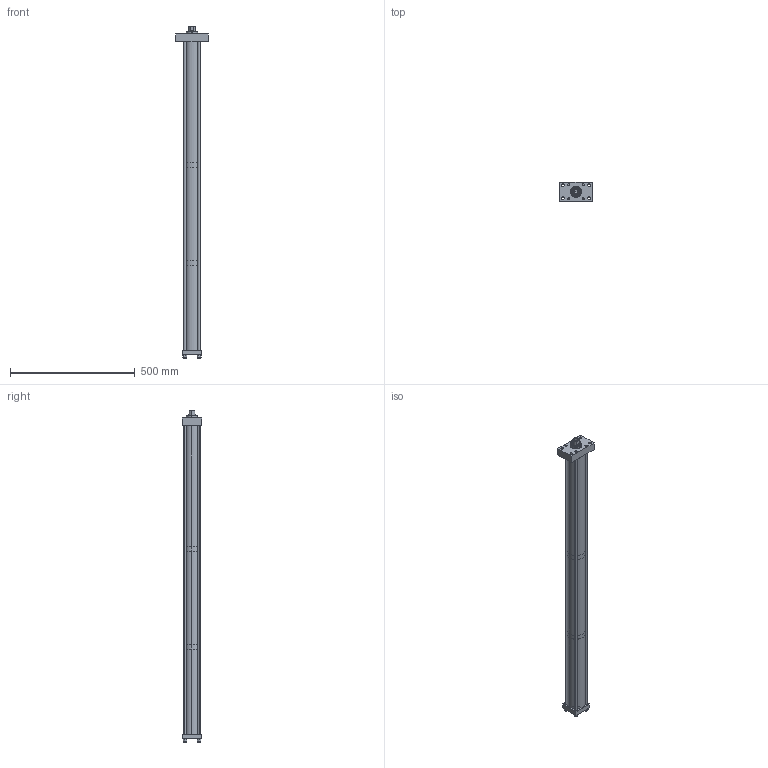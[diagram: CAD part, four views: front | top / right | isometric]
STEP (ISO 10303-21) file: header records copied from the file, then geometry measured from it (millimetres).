
FILE_DESCRIPTION (( 'STEP AP203' ), '1' );
FILE_NAME ('HPI-2-8.00-1.00-FH-2020.STEP', '2020-04-17T15:18:03', ( '' ), ( '' ), 'SwSTEP 2.0', 'SolidWorks 2018', '' );
FILE_SCHEMA (( 'CONFIG_CONTROL_DESIGN' ));
Length unit declared in the file: inch
Products named in the file (13): HPI-2-8.00-1.00-FH.STEP; E0204.STEP; E0218_8.0-1.0.STEP; NLN .375.STEP; EI0205_8.0-.50.STEP; E0264.STEP; Ei0214_1.0.STEP; HPI-2-8.00-1.00-FH-2020; E0101.STEP; F0103.STEP; G0210.STEP; E0211_8.0.STEP; E0213.STEP
Assembly tree (18 placements, depth 3):
  HPI-2-8.00-1.00-FH-2020
    HPI-2-8.00-1.00-FH.STEP
      G0210.STEP
      E0218_8.0-1.0.STEP  x4
      E0264.STEP
      E0204.STEP
      NLN .375.STEP  x4
      EI0205_8.0-.50.STEP
      Ei0214_1.0.STEP
      E0211_8.0.STEP
      E0101.STEP
      E0213.STEP
      F0103.STEP
Bounding box: 130.15 x 76.2 x 1330.33 mm (x, y, z)
Volume: 1797520.3 mm3; surface area: 786338.9 mm2
Topology: 17 solids, 17 shells, 272 faces, 606 edges, 395 vertices
Faces by surface type: cylinder 138, plane 108, cone 26
Entity records: 8635 total; most frequent: CARTESIAN_POINT 1988, DIRECTION 1173, ORIENTED_EDGE 956, AXIS2_PLACEMENT_3D 485, EDGE_CURVE 478, VERTEX_POINT 311, EDGE_LOOP 281, CIRCLE 251
